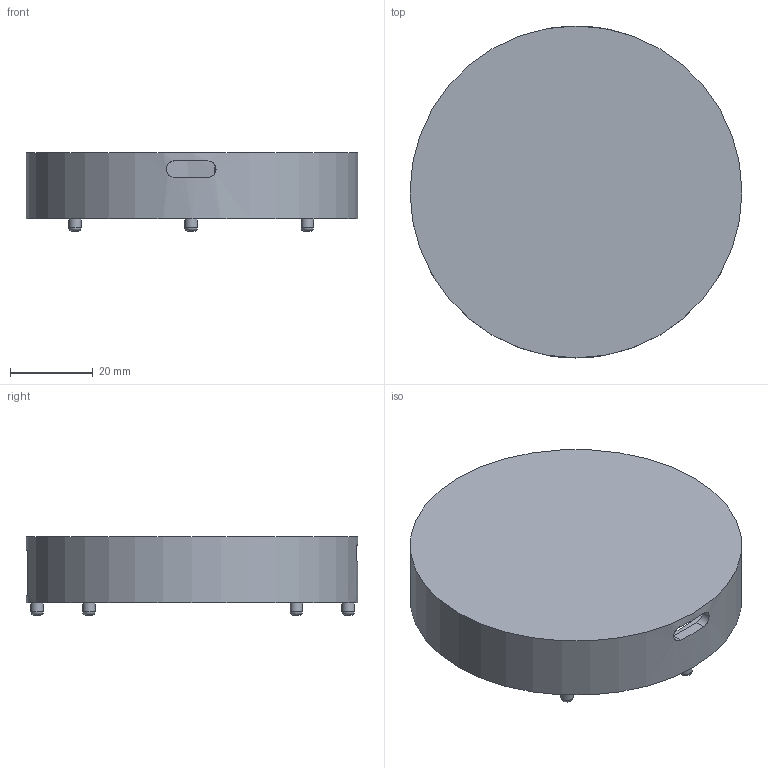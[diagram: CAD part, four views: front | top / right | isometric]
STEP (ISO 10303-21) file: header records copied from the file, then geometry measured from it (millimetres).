
FILE_DESCRIPTION(/* description */ (''),/* implementation_level */ '2;1');
FILE_NAME(/* name */ 'body.step',/* time_stamp */ '2025-12-25T12:42:17+05:30',/* author */ (''),/* organization */ (''),/* preprocessor_version */ 'ST-DEVELOPER v20.1',/* originating_system */ 'Autodesk Translation Framework v14.21.0.0',/* authorisation */ '');
FILE_SCHEMA (('AUTOMOTIVE_DESIGN { 1 0 10303 214 3 1 1 }'));
Length unit declared in the file: millimetre
Products named in the file (1): 2025-12-25-12-42-16-922
Bounding box: 80 x 80 x 19 mm (x, y, z)
Volume: 22028.4 mm3; surface area: 17759.9 mm2
Topology: 1 solids, 1 shells, 44 faces, 99 edges, 64 vertices
Faces by surface type: plane 25, cylinder 11, bspline 6, torus 2
Full cylindrical faces by diameter (mm): 3 x6, 70 x1, 80 x1
Entity records: 1488 total; most frequent: CARTESIAN_POINT 445, DIRECTION 209, ORIENTED_EDGE 198, EDGE_CURVE 99, AXIS2_PLACEMENT_3D 79, VERTEX_POINT 64, EDGE_LOOP 55, LINE 51
